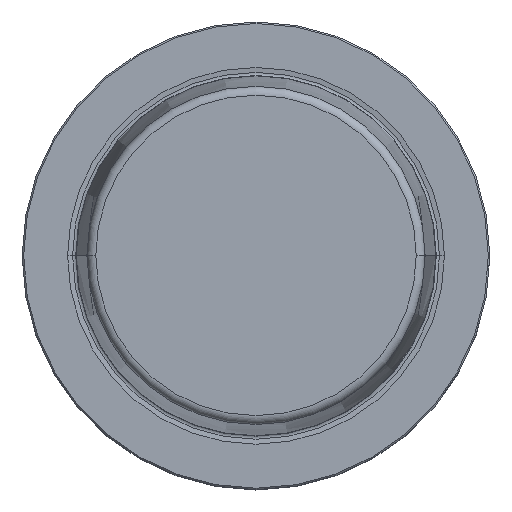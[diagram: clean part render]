
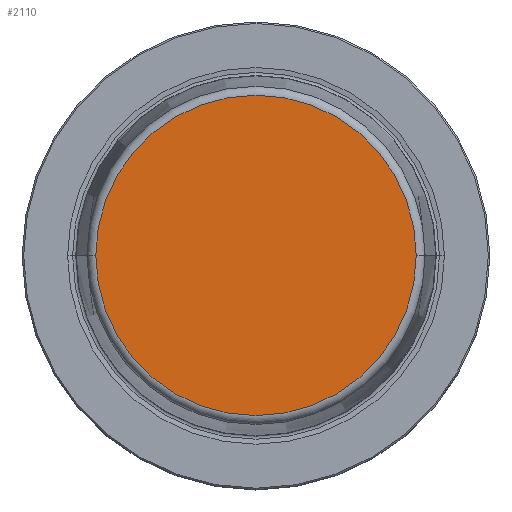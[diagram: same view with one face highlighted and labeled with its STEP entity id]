
A CAD part, top view. The second image highlights one B-rep face of the part: STEP entity #2110.
In plain terms, the highlighted planar face has unit normal (0, 0, 1).
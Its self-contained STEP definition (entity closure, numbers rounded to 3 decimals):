
#979=CARTESIAN_POINT('',(0.,0.,31.9));
#980=DIRECTION('',(0.,0.,1.));
#981=DIRECTION('',(-1.,0.,0.));
#982=AXIS2_PLACEMENT_3D('',#979,#980,#981);
#987=CARTESIAN_POINT('',(0.,0.,31.9));
#988=DIRECTION('',(0.,0.,-1.));
#989=DIRECTION('',(-1.,0.,0.));
#990=AXIS2_PLACEMENT_3D('',#987,#988,#989);
#1153=CARTESIAN_POINT('',(-21.581,0.,31.9));
#1154=VERTEX_POINT('',#1153);
#1227=CARTESIAN_POINT('',(21.581,0.,31.9));
#1228=VERTEX_POINT('',#1227);
#2101=CARTESIAN_POINT('',(0.,0.,31.9));
#2102=DIRECTION('',(0.,0.,-1.));
#2103=DIRECTION('',(1.,0.,0.));
#2104=AXIS2_PLACEMENT_3D('',#2101,#2102,#2103);
#2105=PLANE('',#2104);
#2106=ORIENTED_EDGE('',*,*,#2080,.F.);
#2107=ORIENTED_EDGE('',*,*,#2096,.T.);
#2108=EDGE_LOOP('',(#2106,#2107));
#2109=FACE_OUTER_BOUND('',#2108,.F.);
#2110=ADVANCED_FACE('',(#2109),#2105,.F.);
#983=CIRCLE('',#982,21.581);
#991=CIRCLE('',#990,21.581);
#2080=EDGE_CURVE('',#1154,#1228,#983,.T.);
#2096=EDGE_CURVE('',#1154,#1228,#991,.T.);
